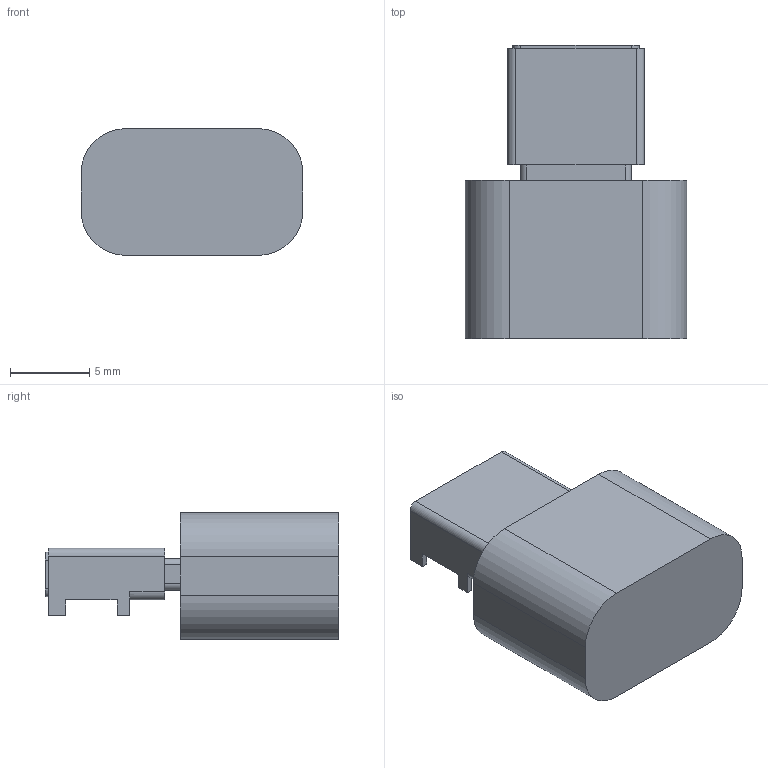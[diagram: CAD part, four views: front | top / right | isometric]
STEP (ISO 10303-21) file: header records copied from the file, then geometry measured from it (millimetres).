
FILE_DESCRIPTION(('FreeCAD Model'),'2;1');
FILE_NAME('Open CASCADE Shape Model','2025-05-02T15:14:50',('Author'),( ''),'Open CASCADE STEP processor 7.7','FreeCAD','Unknown');
FILE_SCHEMA(('AUTOMOTIVE_DESIGN { 1 0 10303 214 1 1 1 1 }'));
Length unit declared in the file: millimetre
Products named in the file (3): USB_C; connector; Body
Assembly tree (2 placements, depth 2):
  USB_C
    connector
    Body
Bounding box: 14 x 18.53 x 8 mm (x, y, z)
Volume: 1159.7 mm3; surface area: 1018.9 mm2
Topology: 2 solids, 2 shells, 61 faces, 162 edges, 108 vertices
Faces by surface type: plane 41, cylinder 20
Entity records: 1964 total; most frequent: CARTESIAN_POINT 334, DIRECTION 332, ORIENTED_EDGE 324, EDGE_CURVE 162, LINE 120, VECTOR 120, VERTEX_POINT 108, AXIS2_PLACEMENT_3D 106
